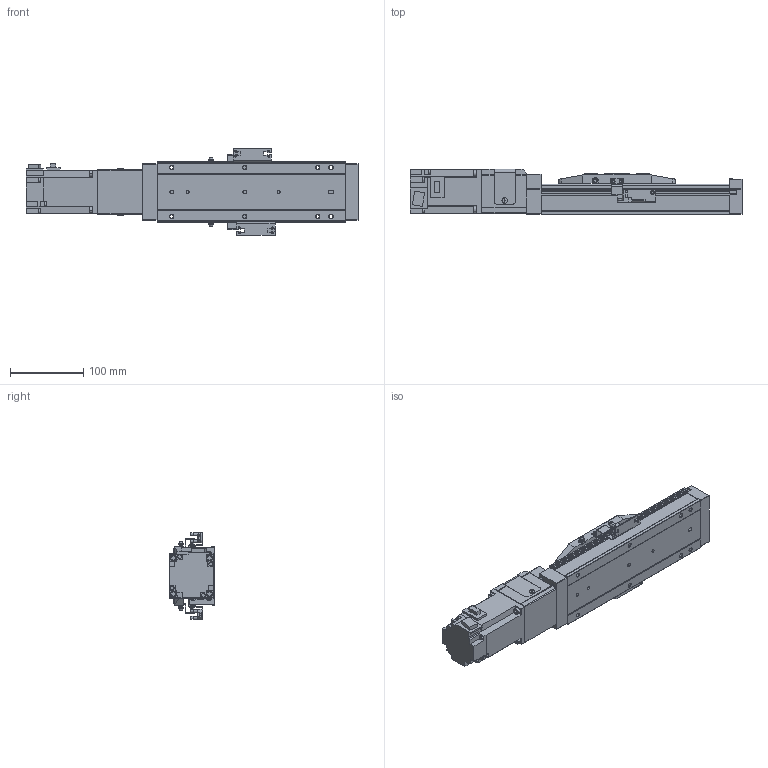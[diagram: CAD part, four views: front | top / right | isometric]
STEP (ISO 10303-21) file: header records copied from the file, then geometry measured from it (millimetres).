
FILE_DESCRIPTION (( 'STEP AP214' ), '1' );
FILE_NAME ('MLU80BC-14XLD-0050-XXXX.STEP', '2025-02-25T19:03:36', ( '' ), ( '' ), 'SwSTEP 2.0', 'SolidWorks 2022', '' );
FILE_SCHEMA (( 'AUTOMOTIVE_DESIGN' ));
Length unit declared in the file: millimetre
Products named in the file (12): MLU80-0050-1; MLU80-0050CARRIAGE; MLU80BC-14XLD-0050-XXXX; MLU80-0050SENSORPLATE; MLU80-0050FANGTOOTH; MLU80BC-14XLD-0050-XXXX(2); MLU80-0050-2; MLU80-0050-5; MLU80-0050SENSOR; MLU80-0050-3; MLU80-0050-4; MLU80-0050MOTOR
Assembly tree (14 placements, depth 3):
  MLU80BC-14XLD-0050-XXXX
    MLU80BC-14XLD-0050-XXXX(2)
      MLU80-0050-1
      MLU80-0050-2
      MLU80-0050-3
      MLU80-0050MOTOR
      MLU80-0050-4
      MLU80-0050FANGTOOTH
      MLU80-0050CARRIAGE
      MLU80-0050-5  x2
      MLU80-0050SENSORPLATE  x2
      MLU80-0050SENSOR  x2
Bounding box: 454.3 x 62.5 x 119 mm (x, y, z)
Volume: 1551706 mm3; surface area: 220564.6 mm2
Topology: 13 solids, 13 shells, 1106 faces, 2794 edges, 1834 vertices
Faces by surface type: plane 639, cylinder 369, cone 50, torus 48
Entity records: 29624 total; most frequent: CARTESIAN_POINT 5715, DIRECTION 4974, ORIENTED_EDGE 4772, EDGE_CURVE 2386, AXIS2_PLACEMENT_3D 1685, VECTOR 1604, LINE 1604, VERTEX_POINT 1566
